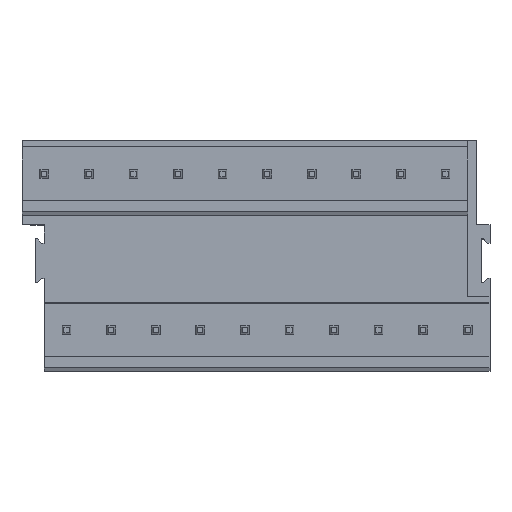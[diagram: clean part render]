
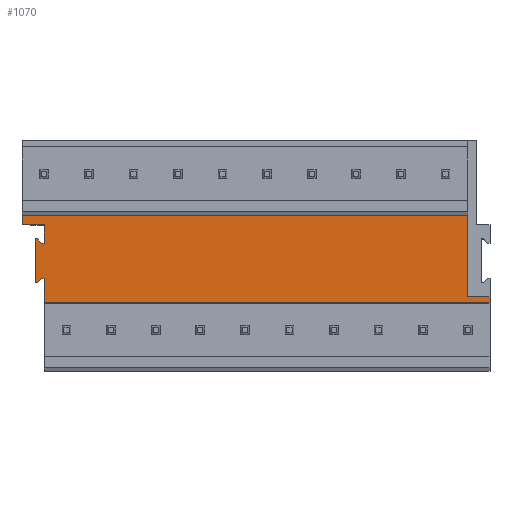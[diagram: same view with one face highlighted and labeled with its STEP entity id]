
A CAD part, top view. The second image highlights one B-rep face of the part: STEP entity #1070.
In plain terms, the highlighted planar face has unit normal (0, 0, 1).
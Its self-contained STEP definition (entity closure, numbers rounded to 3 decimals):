
#733=AXIS2_PLACEMENT_3D('Plane Axis2P3D',#730,#731,#732) ;
#42=CARTESIAN_POINT('Vertex',(2.54,14.6,15.2)) ;
#45=CARTESIAN_POINT('Line Origine',(2.54,15.65,15.2)) ;
#49=CARTESIAN_POINT('Vertex',(2.54,16.7,15.2)) ;
#82=CARTESIAN_POINT('Vertex',(2.54,10.6,15.2)) ;
#85=CARTESIAN_POINT('Line Origine',(2.39,10.6,15.2)) ;
#89=CARTESIAN_POINT('Vertex',(2.24,10.6,15.2)) ;
#116=CARTESIAN_POINT('Line Origine',(2.005,10.35,15.2)) ;
#120=CARTESIAN_POINT('Vertex',(1.77,10.1,15.2)) ;
#147=CARTESIAN_POINT('Line Origine',(1.655,10.1,15.2)) ;
#151=CARTESIAN_POINT('Vertex',(1.54,10.1,15.2)) ;
#178=CARTESIAN_POINT('Line Origine',(1.54,12.6,15.2)) ;
#182=CARTESIAN_POINT('Vertex',(1.54,15.1,15.2)) ;
#209=CARTESIAN_POINT('Line Origine',(1.655,15.1,15.2)) ;
#213=CARTESIAN_POINT('Vertex',(1.77,15.1,15.2)) ;
#240=CARTESIAN_POINT('Line Origine',(2.005,14.85,15.2)) ;
#244=CARTESIAN_POINT('Vertex',(2.24,14.6,15.2)) ;
#271=CARTESIAN_POINT('Line Origine',(2.39,14.6,15.2)) ;
#299=CARTESIAN_POINT('Vertex',(2.54,7.8,15.2)) ;
#313=CARTESIAN_POINT('Vertex',(53.34,7.8,15.2)) ;
#316=CARTESIAN_POINT('Line Origine',(27.94,7.8,15.2)) ;
#730=CARTESIAN_POINT('Axis2P3D Location',(0.,0.4,15.2)) ;
#854=CARTESIAN_POINT('Line Origine',(2.54,9.2,15.2)) ;
#920=CARTESIAN_POINT('Vertex',(0.,16.7,15.2)) ;
#923=CARTESIAN_POINT('Line Origine',(0.,17.64,15.2)) ;
#927=CARTESIAN_POINT('Vertex',(0.,18.58,15.2)) ;
#1021=CARTESIAN_POINT('Line Origine',(52.07,8.5,15.2)) ;
#1025=CARTESIAN_POINT('Vertex',(53.34,8.5,15.2)) ;
#1027=CARTESIAN_POINT('Vertex',(50.8,8.5,15.2)) ;
#1030=CARTESIAN_POINT('Line Origine',(50.8,13.54,15.2)) ;
#1034=CARTESIAN_POINT('Vertex',(50.8,18.58,15.2)) ;
#1037=CARTESIAN_POINT('Line Origine',(25.4,18.58,15.2)) ;
#1042=CARTESIAN_POINT('Line Origine',(1.27,16.7,15.2)) ;
#1047=CARTESIAN_POINT('Line Origine',(53.34,8.15,15.2)) ;
#46=DIRECTION('Vector Direction',(0.,1.,0.)) ;
#86=DIRECTION('Vector Direction',(-1.,0.,0.)) ;
#117=DIRECTION('Vector Direction',(-0.685,-0.729,0.)) ;
#148=DIRECTION('Vector Direction',(-1.,0.,0.)) ;
#179=DIRECTION('Vector Direction',(0.,1.,0.)) ;
#210=DIRECTION('Vector Direction',(1.,0.,0.)) ;
#241=DIRECTION('Vector Direction',(0.685,-0.729,0.)) ;
#272=DIRECTION('Vector Direction',(1.,0.,0.)) ;
#317=DIRECTION('Vector Direction',(1.,0.,0.)) ;
#731=DIRECTION('Axis2P3D Direction',(0.,0.,-1.)) ;
#732=DIRECTION('Axis2P3D XDirection',(0.,1.,0.)) ;
#855=DIRECTION('Vector Direction',(0.,-1.,0.)) ;
#924=DIRECTION('Vector Direction',(0.,1.,0.)) ;
#1022=DIRECTION('Vector Direction',(-1.,0.,0.)) ;
#1031=DIRECTION('Vector Direction',(0.,-1.,0.)) ;
#1038=DIRECTION('Vector Direction',(1.,0.,0.)) ;
#1043=DIRECTION('Vector Direction',(1.,0.,0.)) ;
#1048=DIRECTION('Vector Direction',(0.,1.,0.)) ;
#47=VECTOR('Line Direction',#46,1.) ;
#87=VECTOR('Line Direction',#86,1.) ;
#118=VECTOR('Line Direction',#117,1.) ;
#149=VECTOR('Line Direction',#148,1.) ;
#180=VECTOR('Line Direction',#179,1.) ;
#211=VECTOR('Line Direction',#210,1.) ;
#242=VECTOR('Line Direction',#241,1.) ;
#273=VECTOR('Line Direction',#272,1.) ;
#318=VECTOR('Line Direction',#317,1.) ;
#856=VECTOR('Line Direction',#855,1.) ;
#925=VECTOR('Line Direction',#924,1.) ;
#1023=VECTOR('Line Direction',#1022,1.) ;
#1032=VECTOR('Line Direction',#1031,1.) ;
#1039=VECTOR('Line Direction',#1038,1.) ;
#1044=VECTOR('Line Direction',#1043,1.) ;
#1049=VECTOR('Line Direction',#1048,1.) ;
#1053=ORIENTED_EDGE('',*,*,#1029,.T.) ;
#1054=ORIENTED_EDGE('',*,*,#1036,.F.) ;
#1055=ORIENTED_EDGE('',*,*,#1041,.F.) ;
#1056=ORIENTED_EDGE('',*,*,#929,.F.) ;
#1057=ORIENTED_EDGE('',*,*,#1046,.T.) ;
#1058=ORIENTED_EDGE('',*,*,#51,.F.) ;
#1059=ORIENTED_EDGE('',*,*,#275,.F.) ;
#1060=ORIENTED_EDGE('',*,*,#246,.F.) ;
#1061=ORIENTED_EDGE('',*,*,#215,.F.) ;
#1062=ORIENTED_EDGE('',*,*,#184,.F.) ;
#1063=ORIENTED_EDGE('',*,*,#153,.F.) ;
#1064=ORIENTED_EDGE('',*,*,#122,.F.) ;
#1065=ORIENTED_EDGE('',*,*,#91,.F.) ;
#1066=ORIENTED_EDGE('',*,*,#858,.T.) ;
#1067=ORIENTED_EDGE('',*,*,#320,.T.) ;
#1068=ORIENTED_EDGE('',*,*,#1051,.T.) ;
#1070=ADVANCED_FACE('Housing',(#1069),#734,.F.) ;
#51=EDGE_CURVE('',#43,#50,#48,.T.) ;
#91=EDGE_CURVE('',#83,#90,#88,.T.) ;
#122=EDGE_CURVE('',#90,#121,#119,.T.) ;
#153=EDGE_CURVE('',#121,#152,#150,.T.) ;
#184=EDGE_CURVE('',#152,#183,#181,.T.) ;
#215=EDGE_CURVE('',#183,#214,#212,.T.) ;
#246=EDGE_CURVE('',#214,#245,#243,.T.) ;
#275=EDGE_CURVE('',#245,#43,#274,.T.) ;
#320=EDGE_CURVE('',#300,#314,#319,.T.) ;
#858=EDGE_CURVE('',#83,#300,#857,.T.) ;
#929=EDGE_CURVE('',#921,#928,#926,.T.) ;
#1029=EDGE_CURVE('',#1026,#1028,#1024,.T.) ;
#1036=EDGE_CURVE('',#1035,#1028,#1033,.T.) ;
#1041=EDGE_CURVE('',#928,#1035,#1040,.T.) ;
#1046=EDGE_CURVE('',#921,#50,#1045,.T.) ;
#1051=EDGE_CURVE('',#314,#1026,#1050,.T.) ;
#1052=EDGE_LOOP('',(#1053,#1054,#1055,#1056,#1057,#1058,#1059,#1060,#1061,#1062,#1063,#1064,#1065,#1066,#1067,#1068)) ;
#1069=FACE_OUTER_BOUND('',#1052,.T.) ;
#48=LINE('Line',#45,#47) ;
#88=LINE('Line',#85,#87) ;
#119=LINE('Line',#116,#118) ;
#150=LINE('Line',#147,#149) ;
#181=LINE('Line',#178,#180) ;
#212=LINE('Line',#209,#211) ;
#243=LINE('Line',#240,#242) ;
#274=LINE('Line',#271,#273) ;
#319=LINE('Line',#316,#318) ;
#857=LINE('Line',#854,#856) ;
#926=LINE('Line',#923,#925) ;
#1024=LINE('Line',#1021,#1023) ;
#1033=LINE('Line',#1030,#1032) ;
#1040=LINE('Line',#1037,#1039) ;
#1045=LINE('Line',#1042,#1044) ;
#1050=LINE('Line',#1047,#1049) ;
#734=PLANE('',#733) ;
#43=VERTEX_POINT('',#42) ;
#50=VERTEX_POINT('',#49) ;
#83=VERTEX_POINT('',#82) ;
#90=VERTEX_POINT('',#89) ;
#121=VERTEX_POINT('',#120) ;
#152=VERTEX_POINT('',#151) ;
#183=VERTEX_POINT('',#182) ;
#214=VERTEX_POINT('',#213) ;
#245=VERTEX_POINT('',#244) ;
#300=VERTEX_POINT('',#299) ;
#314=VERTEX_POINT('',#313) ;
#921=VERTEX_POINT('',#920) ;
#928=VERTEX_POINT('',#927) ;
#1026=VERTEX_POINT('',#1025) ;
#1028=VERTEX_POINT('',#1027) ;
#1035=VERTEX_POINT('',#1034) ;
